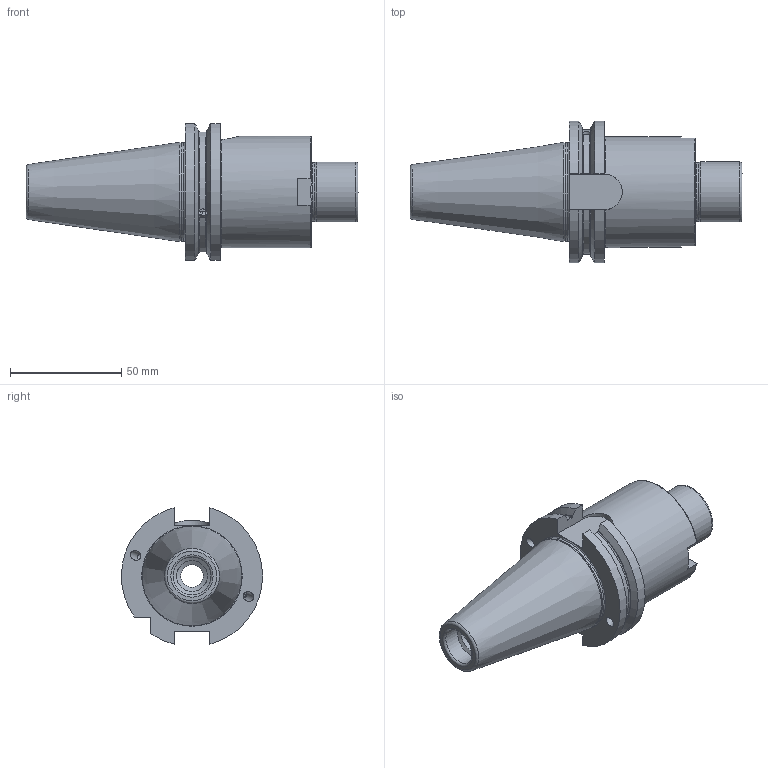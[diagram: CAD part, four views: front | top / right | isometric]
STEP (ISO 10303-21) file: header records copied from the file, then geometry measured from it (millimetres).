
FILE_DESCRIPTION((''),'2;1');
FILE_NAME('7140051-23.stp','2018-06-13T10:38:14',('SCHUESSLER'),(''),'Autodesk Inventor 2012','Autodesk Inventor 2012','');
FILE_SCHEMA(('AUTOMOTIVE_DESIGN { 1 0 10303 214 1 1 1 1 }'));
Length unit declared in the file: millimetre
Products named in the file (1): 7140051-23
Bounding box: 149.4 x 63.54 x 61.48 mm (x, y, z)
Volume: 182799.4 mm3; surface area: 32971.4 mm2
Topology: 1 solids, 1 shells, 117 faces, 339 edges, 218 vertices
Faces by surface type: cylinder 36, plane 34, cone 24, torus 21, bspline 2
Full cylindrical faces by diameter (mm): 3 x4, 3.242 x2, 4.2 x4, 10 x1, 10.2 x1, 13 x1, 14 x1, 17 x1, 26.4 x1, 27 x1, 44.25 x1, 50 x1
Entity records: 3895 total; most frequent: CARTESIAN_POINT 1190, DIRECTION 549, ORIENTED_EDGE 536, EDGE_CURVE 268, AXIS2_PLACEMENT_3D 231, VERTEX_POINT 192, EDGE_LOOP 164, FACE_OUTER_BOUND 116
